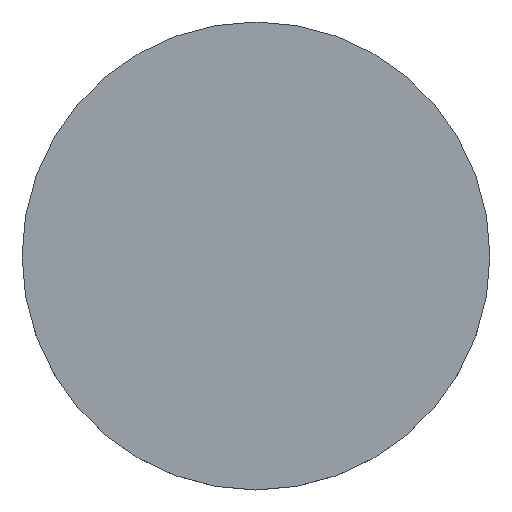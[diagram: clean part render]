
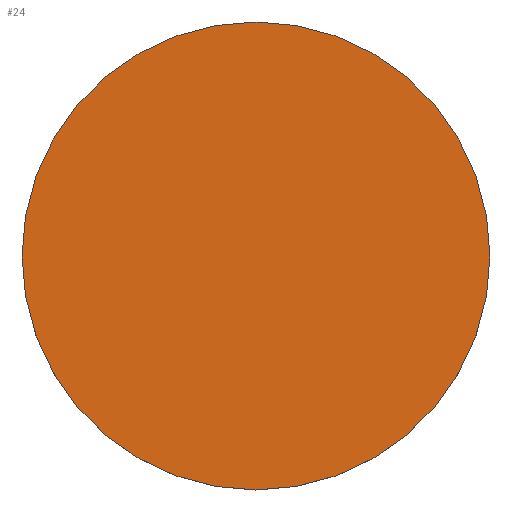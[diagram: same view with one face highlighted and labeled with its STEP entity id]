
A CAD part, top view. The second image highlights one B-rep face of the part: STEP entity #24.
In plain terms, the highlighted planar face has unit normal (0, 0, 1).
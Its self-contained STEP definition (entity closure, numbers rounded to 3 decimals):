
#24 = ADVANCED_FACE ( 'NONE', ( #31 ), #117, .T. ) ;
#27 = DIRECTION ( 'NONE',  ( 0., 0., -1. ) ) ;
#28 = DIRECTION ( 'NONE',  ( 0., 0., -1. ) ) ;
#31 = FACE_OUTER_BOUND ( 'NONE', #105, .T. ) ;
#32 = EDGE_CURVE ( 'NONE', #217, #109, #66, .T. ) ;
#51 = DIRECTION ( 'NONE',  ( 0., 0., 1. ) ) ;
#66 = CIRCLE ( 'NONE', #134, 19.05 ) ;
#85 = AXIS2_PLACEMENT_3D ( 'NONE', #138, #28, #155 ) ;
#90 = DIRECTION ( 'NONE',  ( 1., 0., 0. ) ) ;
#105 = EDGE_LOOP ( 'NONE', ( #187, #127 ) ) ;
#109 = VERTEX_POINT ( 'NONE', #201 ) ;
#116 = EDGE_CURVE ( 'NONE', #109, #217, #197, .T. ) ;
#117 = PLANE ( 'NONE',  #121 ) ;
#121 = AXIS2_PLACEMENT_3D ( 'NONE', #195, #51, #136 ) ;
#127 = ORIENTED_EDGE ( 'NONE', *, *, #32, .F. ) ;
#134 = AXIS2_PLACEMENT_3D ( 'NONE', #176, #27, #90 ) ;
#136 = DIRECTION ( 'NONE',  ( 1., 0., 0. ) ) ;
#138 = CARTESIAN_POINT ( 'NONE',  ( 0., 0., 5.1 ) ) ;
#155 = DIRECTION ( 'NONE',  ( 1., 0., 0. ) ) ;
#176 = CARTESIAN_POINT ( 'NONE',  ( 0., 0., 5.1 ) ) ;
#187 = ORIENTED_EDGE ( 'NONE', *, *, #116, .F. ) ;
#195 = CARTESIAN_POINT ( 'NONE',  ( 0., 39.066, 5.1 ) ) ;
#197 = CIRCLE ( 'NONE', #85, 19.05 ) ;
#201 = CARTESIAN_POINT ( 'NONE',  ( 19.05, 0., 5.1 ) ) ;
#217 = VERTEX_POINT ( 'NONE', #225 ) ;
#225 = CARTESIAN_POINT ( 'NONE',  ( -19.05, 0., 5.1 ) ) ;
